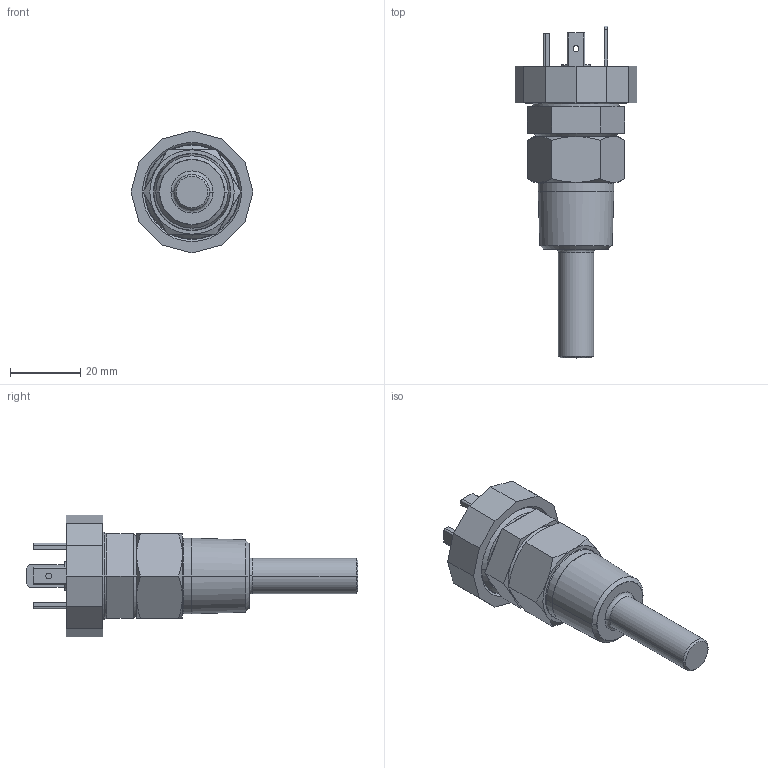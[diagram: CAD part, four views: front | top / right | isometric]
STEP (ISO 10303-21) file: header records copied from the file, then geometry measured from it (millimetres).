
FILE_DESCRIPTION((''),'2;1');
FILE_NAME('1_2NPT_RECHTECK_10X50','2022-02-21T08:55:42',('schwerb'),(''),'CREO PARAMETRIC BY PTC INC, 2020454','CREO PARAMETRIC BY PTC INC, 2020454','');
FILE_SCHEMA(('AP242_MANAGED_MODEL_BASED_3D_ENGINEERING_MIM_LF { 1 0 10303 442 1 1 4 }'));
Length unit declared in the file: millimetre
Products named in the file (1): 1_2NPT_RECHTECK_10X50
Bounding box: 34.68 x 94.5 x 34.68 mm (x, y, z)
Volume: 20730.2 mm3; surface area: 15806.1 mm2
Topology: 1 solids, 5 shells, 411 faces, 1152 edges, 745 vertices
Faces by surface type: bspline 411
Entity records: 15409 total; most frequent: CARTESIAN_POINT 5340, ORIENTED_EDGE 2284, DIRECTION 1406, EDGE_CURVE 1150, VECTOR 824, LINE 824, VERTEX_POINT 745, EDGE_LOOP 451
